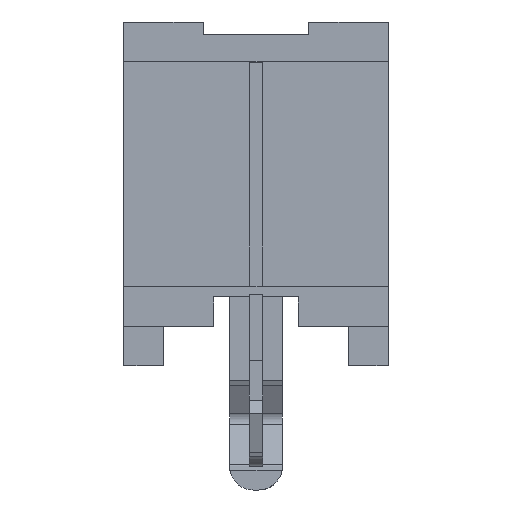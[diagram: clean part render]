
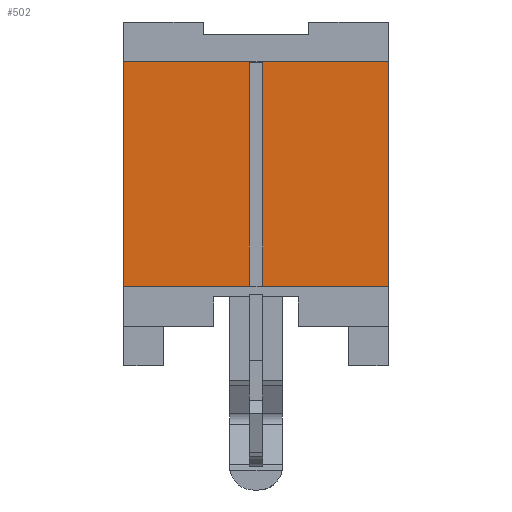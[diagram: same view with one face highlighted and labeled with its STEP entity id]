
A CAD part, front view. The second image highlights one B-rep face of the part: STEP entity #502.
In plain terms, the highlighted planar face has unit normal (0, -1, 0).
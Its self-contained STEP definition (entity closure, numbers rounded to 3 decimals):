
#502=ADVANCED_FACE('',(#1456),#14451,.T.);
#1456=FACE_OUTER_BOUND('',#2386,.T.);
#2386=EDGE_LOOP('',(#3748,#3749,#3750,#3751));
#3748=ORIENTED_EDGE('',*,*,#7885,.T.);
#3749=ORIENTED_EDGE('',*,*,#7837,.F.);
#3750=ORIENTED_EDGE('',*,*,#7886,.F.);
#3751=ORIENTED_EDGE('',*,*,#7851,.F.);
#7837=EDGE_CURVE('',#12350,#12349,#10087,.T.);
#7851=EDGE_CURVE('',#12360,#12359,#10101,.T.);
#7885=EDGE_CURVE('',#12360,#12349,#10131,.T.);
#7886=EDGE_CURVE('',#12359,#12350,#10132,.T.);
#10087=B_SPLINE_CURVE_WITH_KNOTS('',1,(#19708,#19709),.UNSPECIFIED.,.F.,
 .F.,(2,2),(-8.5,0.),.UNSPECIFIED.);
#10101=B_SPLINE_CURVE_WITH_KNOTS('',1,(#19736,#19737),.UNSPECIFIED.,.F.,
 .F.,(2,2),(-8.5,0.),.UNSPECIFIED.);
#10131=B_SPLINE_CURVE_WITH_KNOTS('',1,(#19808,#19809),.UNSPECIFIED.,.F.,
 .F.,(2,2),(0.,10.),.UNSPECIFIED.);
#10132=B_SPLINE_CURVE_WITH_KNOTS('',1,(#19810,#19811),.UNSPECIFIED.,.F.,
 .F.,(2,2),(0.,10.),.UNSPECIFIED.);
#12349=VERTEX_POINT('',#18881);
#12350=VERTEX_POINT('',#18882);
#12359=VERTEX_POINT('',#18891);
#12360=VERTEX_POINT('',#18892);
#14451=PLANE('',#14774);
#14774=AXIS2_PLACEMENT_3D('',#15558,#15046,$);
#15046=DIRECTION('',(0.,-1.,0.));
#15558=CARTESIAN_POINT('',(-6.03,-12.447,7.773));
#18881=CARTESIAN_POINT('',(5.,-12.447,8.653));
#18882=CARTESIAN_POINT('',(5.,-12.447,17.153));
#18891=CARTESIAN_POINT('',(-5.,-12.447,17.153));
#18892=CARTESIAN_POINT('',(-5.,-12.447,8.653));
#19708=CARTESIAN_POINT('',(5.,-12.447,17.153));
#19709=CARTESIAN_POINT('',(5.,-12.447,8.653));
#19736=CARTESIAN_POINT('',(-5.,-12.447,8.653));
#19737=CARTESIAN_POINT('',(-5.,-12.447,17.153));
#19808=CARTESIAN_POINT('',(-5.,-12.447,8.653));
#19809=CARTESIAN_POINT('',(5.,-12.447,8.653));
#19810=CARTESIAN_POINT('',(-5.,-12.447,17.153));
#19811=CARTESIAN_POINT('',(5.,-12.447,17.153));
